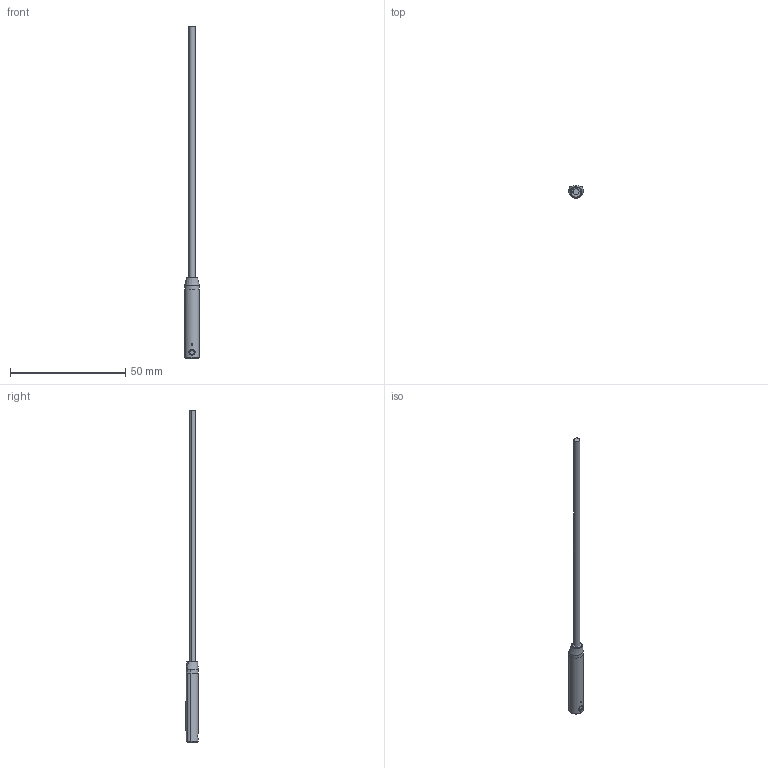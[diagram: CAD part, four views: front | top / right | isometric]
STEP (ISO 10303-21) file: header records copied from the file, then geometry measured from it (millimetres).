
FILE_DESCRIPTION (( 'STEP AP214' ), '1' );
FILE_NAME ('CPS9M-AN-F.step', '2018-08-14T15:07:32', ( '' ), ( '' ), 'SwSTEP 2.0', 'SolidWorks 2017', '' );
FILE_SCHEMA (( 'AUTOMOTIVE_DESIGN' ));
Length unit declared in the file: inch
Products named in the file (1): CPS9M-AN-F
Bounding box: 6.35 x 5.33 x 144.32 mm (x, y, z)
Volume: 1236.5 mm3; surface area: 2503.2 mm2
Topology: 4 solids, 4 shells, 122 faces, 302 edges, 192 vertices
Faces by surface type: cylinder 50, plane 48, bspline 18, cone 6
Entity records: 5897 total; most frequent: CARTESIAN_POINT 1428, ORIENTED_EDGE 604, DIRECTION 554, EDGE_CURVE 302, AXIS2_PLACEMENT_3D 199, VERTEX_POINT 192, LINE 156, VECTOR 156
